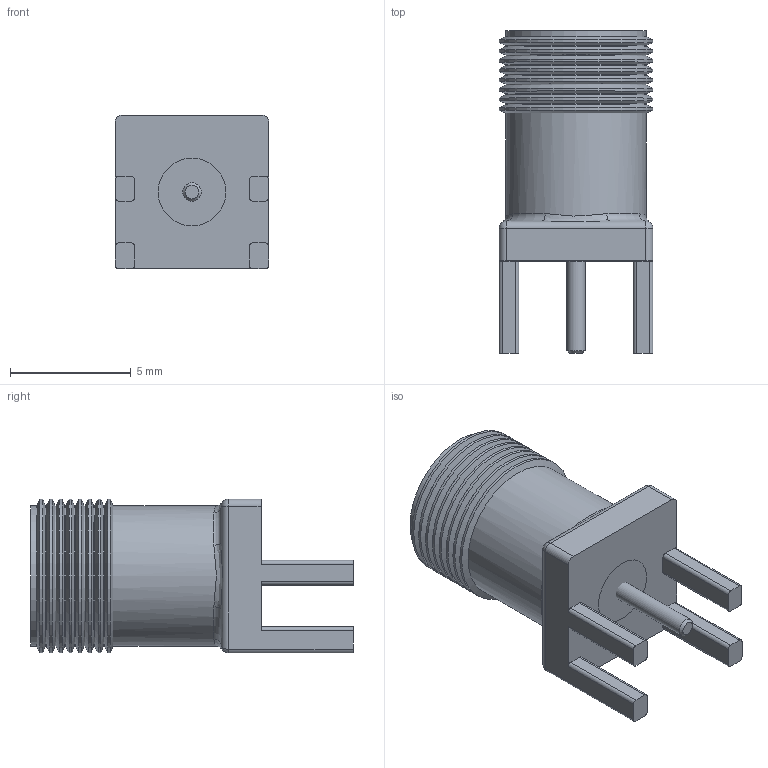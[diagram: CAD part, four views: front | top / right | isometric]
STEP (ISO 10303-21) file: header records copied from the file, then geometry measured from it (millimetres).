
FILE_DESCRIPTION(/* description */ (''),/* implementation_level */ '2;1');
FILE_NAME(/* name */ '1.stp',/* time_stamp */ '2019-04-29T13:06:06+02:00',/* author */ ('karim'),/* organization */ (''),/* preprocessor_version */ 'ST-DEVELOPER v15.6',/* originating_system */ 'Autodesk Inventor 2015',/* authorisation */ '');
FILE_SCHEMA (('AUTOMOTIVE_DESIGN { 1 0 10303 214 3 1 1 }'));
Length unit declared in the file: millimetre
Products named in the file (4): 1; 2; 3
Bounding box: 6.35 x 13.33 x 6.35 mm (x, y, z)
Volume: 238.9 mm3; surface area: 512.4 mm2
Topology: 3 solids, 3 shells, 111 faces, 246 edges, 145 vertices
Faces by surface type: cylinder 48, plane 34, cone 17, bspline 6, torus 4, sphere 2
Full cylindrical faces by diameter (mm): 0.76 x2, 1.122 x2, 2.8 x2, 4.697 x2, 5.292 x1, 5.8 x9, 6.35 x8
Entity records: 3097 total; most frequent: CARTESIAN_POINT 694, DIRECTION 528, ORIENTED_EDGE 400, AXIS2_PLACEMENT_3D 224, EDGE_CURVE 200, EDGE_LOOP 162, VERTEX_POINT 144, FACE_OUTER_BOUND 111
